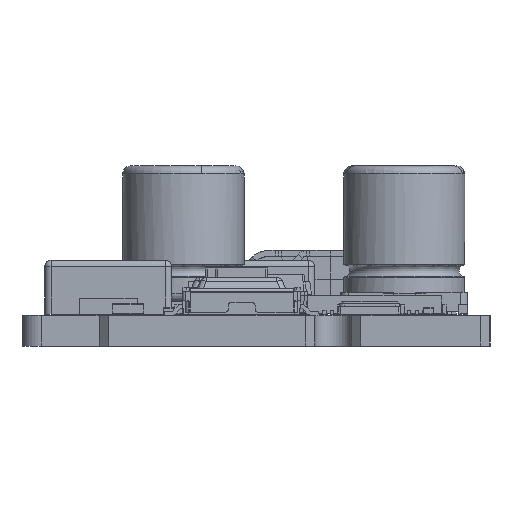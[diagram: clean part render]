
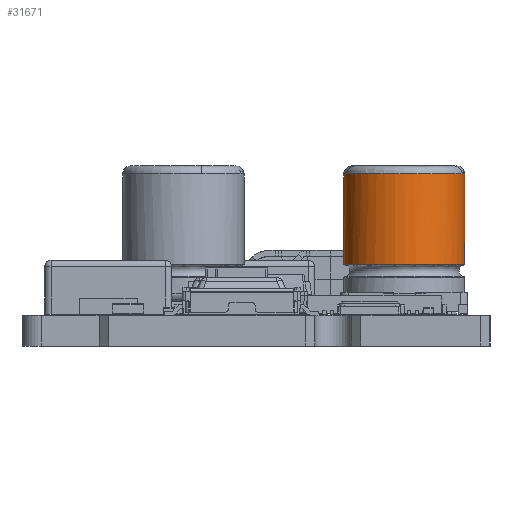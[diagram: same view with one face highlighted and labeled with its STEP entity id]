
A CAD part, left-side view. The second image highlights one B-rep face of the part: STEP entity #31671.
In plain terms, the highlighted cylindrical face has radius 3.15 mm (diameter 6.3 mm), a full revolution.
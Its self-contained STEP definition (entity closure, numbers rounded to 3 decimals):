
#31337 = VERTEX_POINT('',#31338);
#31338 = CARTESIAN_POINT('',(-3.15,0.,2.593));
#31344 = EDGE_CURVE('',#31337,#31337,#31345,.T.);
#31345 = ( BOUNDED_CURVE() B_SPLINE_CURVE(13,(#31346,#31347,#31348,
    #31349,#31350,#31351,#31352,#31353,#31354,#31355,#31356,#31357,
#31358,#31359),.UNSPECIFIED.,.T.,.F.) B_SPLINE_CURVE_WITH_KNOTS((1,13,13
    ,1),(-19.792,0.,19.792,
39.584),.UNSPECIFIED.) CURVE() GEOMETRIC_REPRESENTATION_ITEM() 
RATIONAL_B_SPLINE_CURVE((1.,1.,1.,1.,
    1.,1.,1.,1.,
    1.,1.,1.,1.,1.,1.)) 
REPRESENTATION_ITEM('') );
#31346 = CARTESIAN_POINT('',(-3.15,0.,2.593));
#31347 = CARTESIAN_POINT('',(-3.15,1.5,
    2.593));
#31348 = CARTESIAN_POINT('',(-2.375,3.035,
    2.593));
#31349 = CARTESIAN_POINT('',(-0.779,4.133,
    2.593));
#31350 = CARTESIAN_POINT('',(1.417,4.302,
    2.593));
#31351 = CARTESIAN_POINT('',(3.314,3.132,
    2.593));
#31352 = CARTESIAN_POINT('',(4.706,1.424,
    2.593));
#31353 = CARTESIAN_POINT('',(4.706,-1.424,
    2.593));
#31354 = CARTESIAN_POINT('',(3.314,-3.132,
    2.593));
#31355 = CARTESIAN_POINT('',(1.417,-4.302,
    2.593));
#31356 = CARTESIAN_POINT('',(-0.779,-4.133,
    2.593));
#31357 = CARTESIAN_POINT('',(-2.375,-3.035,
    2.593));
#31358 = CARTESIAN_POINT('',(-3.15,-1.5,2.593));
#31359 = CARTESIAN_POINT('',(-3.15,0.,2.593));
#31671 = ADVANCED_FACE('',(#31672),#31718,.T.);
#31672 = FACE_BOUND('',#31673,.T.);
#31673 = EDGE_LOOP('',(#31674,#31675,#31683,#31692,#31701,#31710,#31717)
  );
#31674 = ORIENTED_EDGE('',*,*,#31344,.F.);
#31675 = ORIENTED_EDGE('',*,*,#31676,.T.);
#31676 = EDGE_CURVE('',#31337,#31677,#31679,.T.);
#31677 = VERTEX_POINT('',#31678);
#31678 = CARTESIAN_POINT('',(-3.15,0.,7.28));
#31679 = LINE('',#31680,#31681);
#31680 = CARTESIAN_POINT('',(-3.15,0.,2.563));
#31681 = VECTOR('',#31682,1.);
#31682 = DIRECTION('',(0.,0.,1.));
#31683 = ORIENTED_EDGE('',*,*,#31684,.T.);
#31684 = EDGE_CURVE('',#31677,#31685,#31687,.T.);
#31685 = VERTEX_POINT('',#31686);
#31686 = CARTESIAN_POINT('',(0.945,3.005,7.28));
#31687 = CIRCLE('',#31688,3.15);
#31688 = AXIS2_PLACEMENT_3D('',#31689,#31690,#31691);
#31689 = CARTESIAN_POINT('',(0.,0.,7.28));
#31690 = DIRECTION('',(0.,0.,-1.));
#31691 = DIRECTION('',(-1.,0.,0.));
#31692 = ORIENTED_EDGE('',*,*,#31693,.T.);
#31693 = EDGE_CURVE('',#31685,#31694,#31696,.T.);
#31694 = VERTEX_POINT('',#31695);
#31695 = CARTESIAN_POINT('',(3.15,0.,7.28));
#31696 = CIRCLE('',#31697,3.15);
#31697 = AXIS2_PLACEMENT_3D('',#31698,#31699,#31700);
#31698 = CARTESIAN_POINT('',(0.,0.,7.28));
#31699 = DIRECTION('',(0.,0.,-1.));
#31700 = DIRECTION('',(-1.,0.,0.));
#31701 = ORIENTED_EDGE('',*,*,#31702,.T.);
#31702 = EDGE_CURVE('',#31694,#31703,#31705,.T.);
#31703 = VERTEX_POINT('',#31704);
#31704 = CARTESIAN_POINT('',(0.945,-3.005,7.28));
#31705 = CIRCLE('',#31706,3.15);
#31706 = AXIS2_PLACEMENT_3D('',#31707,#31708,#31709);
#31707 = CARTESIAN_POINT('',(0.,0.,7.28));
#31708 = DIRECTION('',(0.,0.,-1.));
#31709 = DIRECTION('',(-1.,0.,0.));
#31710 = ORIENTED_EDGE('',*,*,#31711,.T.);
#31711 = EDGE_CURVE('',#31703,#31677,#31712,.T.);
#31712 = CIRCLE('',#31713,3.15);
#31713 = AXIS2_PLACEMENT_3D('',#31714,#31715,#31716);
#31714 = CARTESIAN_POINT('',(0.,0.,7.28));
#31715 = DIRECTION('',(0.,0.,-1.));
#31716 = DIRECTION('',(-1.,0.,0.));
#31717 = ORIENTED_EDGE('',*,*,#31676,.F.);
#31718 = CYLINDRICAL_SURFACE('',#31719,3.15);
#31719 = AXIS2_PLACEMENT_3D('',#31720,#31721,#31722);
#31720 = CARTESIAN_POINT('',(0.,0.,2.563));
#31721 = DIRECTION('',(0.,0.,1.));
#31722 = DIRECTION('',(-1.,0.,0.));
